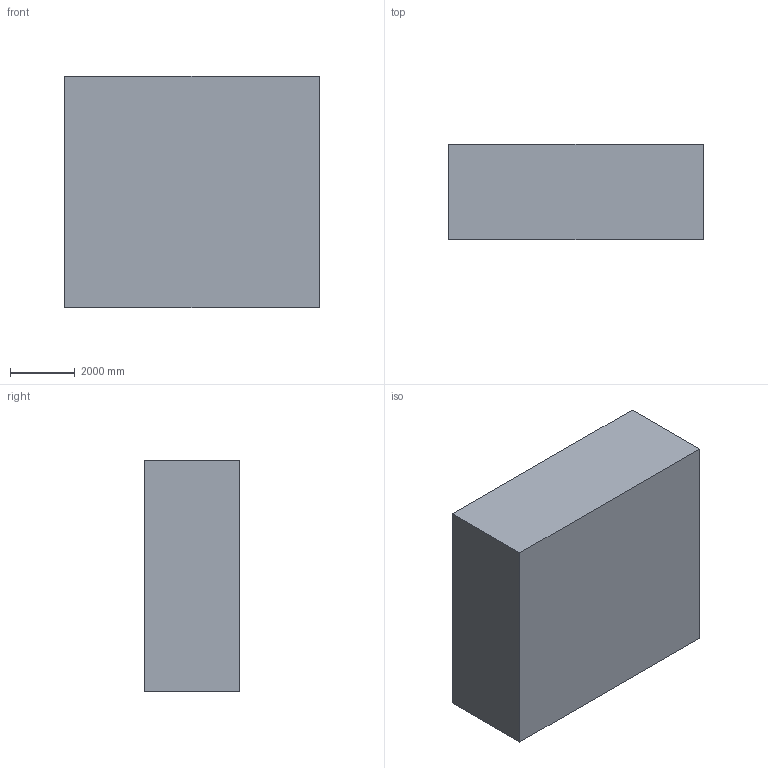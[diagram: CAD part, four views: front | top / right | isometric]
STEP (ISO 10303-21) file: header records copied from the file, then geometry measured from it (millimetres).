
FILE_DESCRIPTION (( 'STEP AP203' ), '1' );
FILE_NAME ('Root-12-tip-6-3-BLADES +rotating domain + room.STEP', '2017-05-16T08:10:18', ( '' ), ( '' ), 'SwSTEP 2.0', 'SolidWorks 2016', '' );
FILE_SCHEMA (( 'CONFIG_CONTROL_DESIGN' ));
Length unit declared in the file: millimetre
Products named in the file (1): Root-12-tip-6-3-BLADES +rotating domain + room
Bounding box: 7850 x 2950 x 7150 mm (x, y, z)
Volume: 165638422169.3 mm3; surface area: 203694619 mm2
Topology: 3 solids, 3 shells, 23 faces, 54 edges, 39 vertices
Faces by surface type: plane 13, bspline 6, cylinder 4
Entity records: 3550 total; most frequent: CARTESIAN_POINT 3002, ORIENTED_EDGE 108, DIRECTION 69, EDGE_CURVE 54, VERTEX_POINT 39, B_SPLINE_CURVE_WITH_KNOTS 29, AXIS2_PLACEMENT_3D 26, EDGE_LOOP 25
